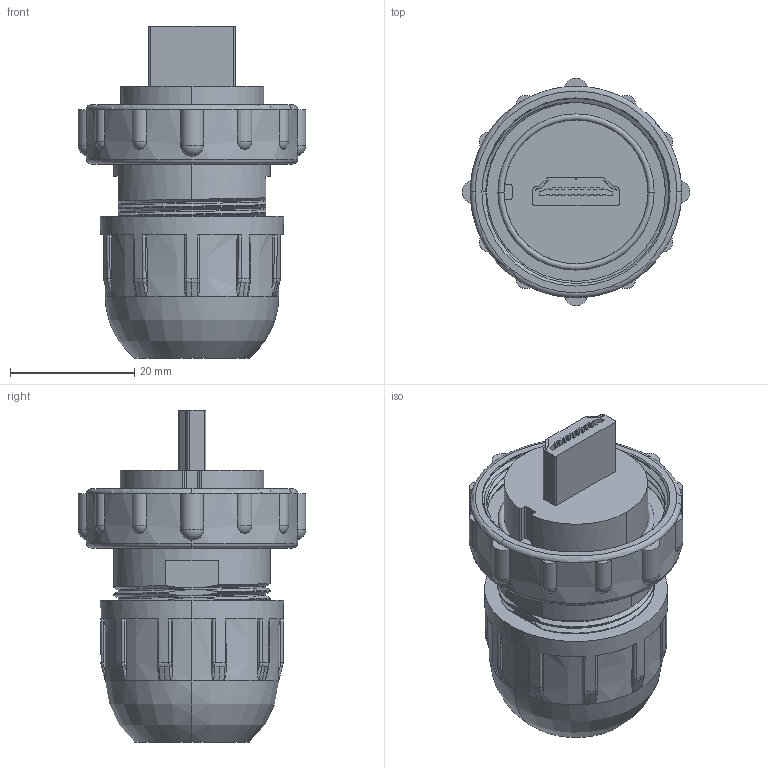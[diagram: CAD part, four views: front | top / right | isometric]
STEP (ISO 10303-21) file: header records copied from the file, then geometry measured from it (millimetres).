
FILE_DESCRIPTION (( 'STEP AP203' ), '1' );
FILE_NAME ('DCC-HDMIT-310.STEP', '2015-06-02T16:38:29', ( '' ), ( '' ), 'SwSTEP 2.0', 'SolidWorks 2014', '' );
FILE_SCHEMA (( 'CONFIG_CONTROL_DESIGN' ));
Length unit declared in the file: inch
Products named in the file (1): DCC-HDMIT-310
Bounding box: 36.66 x 36.66 x 53.47 mm (x, y, z)
Volume: 25161.4 mm3; surface area: 8351.1 mm2
Topology: 1 solids, 1 shells, 438 faces, 1179 edges, 758 vertices
Faces by surface type: plane 197, cylinder 107, bspline 71, cone 28, torus 23, sphere 12
Entity records: 17113 total; most frequent: CARTESIAN_POINT 6646, ORIENTED_EDGE 2358, DIRECTION 1986, EDGE_CURVE 1179, VERTEX_POINT 758, AXIS2_PLACEMENT_3D 715, VECTOR 556, LINE 556
